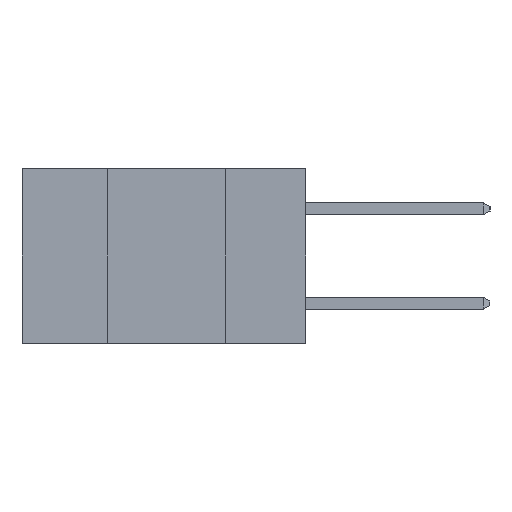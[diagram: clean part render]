
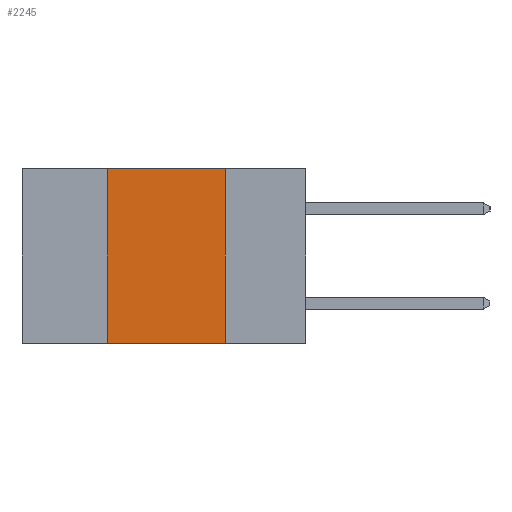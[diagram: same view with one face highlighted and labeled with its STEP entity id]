
A CAD part, left-side view. The second image highlights one B-rep face of the part: STEP entity #2245.
In plain terms, the highlighted planar face has unit normal (-1, 0, 0).
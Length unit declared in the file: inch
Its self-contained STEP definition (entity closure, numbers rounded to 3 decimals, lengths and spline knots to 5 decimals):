
#1702 = EDGE_CURVE ( 'NONE', #6214, #2662, #2499, .T. ) ;
#2048 = CARTESIAN_POINT ( 'NONE',  ( 0., 0.42, 0. ) ) ;
#2245 = ADVANCED_FACE ( 'NONE', ( #7099 ), #12945, .F. ) ;
#2499 = LINE ( 'NONE', #3362, #15717 ) ;
#2580 = CARTESIAN_POINT ( 'NONE',  ( 0., 0.6, 0. ) ) ;
#2662 = VERTEX_POINT ( 'NONE', #6785 ) ;
#3362 = CARTESIAN_POINT ( 'NONE',  ( 0., 0.17, 0. ) ) ;
#3770 = CARTESIAN_POINT ( 'NONE',  ( 0., 0.42, 0. ) ) ;
#3818 = VERTEX_POINT ( 'NONE', #2048 ) ;
#4095 = EDGE_CURVE ( 'NONE', #9801, #3818, #13124, .T. ) ;
#5341 = EDGE_CURVE ( 'NONE', #9801, #2662, #9575, .T. ) ;
#6103 = VECTOR ( 'NONE', #11571, 39.37008 ) ;
#6214 = VERTEX_POINT ( 'NONE', #10188 ) ;
#6785 = CARTESIAN_POINT ( 'NONE',  ( 0., 0.17, -0.37 ) ) ;
#7099 = FACE_OUTER_BOUND ( 'NONE', #16373, .T. ) ;
#7542 = ORIENTED_EDGE ( 'NONE', *, *, #1702, .F. ) ;
#7928 = EDGE_CURVE ( 'NONE', #3818, #6214, #15654, .T. ) ;
#7985 = DIRECTION ( 'NONE',  ( 1., 0., 0. ) ) ;
#7994 = AXIS2_PLACEMENT_3D ( 'NONE', #12838, #7985, #12335 ) ;
#8292 = DIRECTION ( 'NONE',  ( 0., 0., -1. ) ) ;
#9056 = VECTOR ( 'NONE', #11789, 39.37008 ) ;
#9575 = LINE ( 'NONE', #11228, #6103 ) ;
#9660 = VECTOR ( 'NONE', #14229, 39.37008 ) ;
#9801 = VERTEX_POINT ( 'NONE', #14421 ) ;
#10188 = CARTESIAN_POINT ( 'NONE',  ( 0., 0.17, 0. ) ) ;
#11228 = CARTESIAN_POINT ( 'NONE',  ( 0., 0.6, -0.37 ) ) ;
#11571 = DIRECTION ( 'NONE',  ( 0., -1., 0. ) ) ;
#11715 = ORIENTED_EDGE ( 'NONE', *, *, #4095, .F. ) ;
#11789 = DIRECTION ( 'NONE',  ( 0., -1., 0. ) ) ;
#12335 = DIRECTION ( 'NONE',  ( 0., 0., -1. ) ) ;
#12566 = ORIENTED_EDGE ( 'NONE', *, *, #7928, .F. ) ;
#12838 = CARTESIAN_POINT ( 'NONE',  ( 0., 0.6, 0. ) ) ;
#12945 = PLANE ( 'NONE',  #7994 ) ;
#13124 = LINE ( 'NONE', #3770, #9660 ) ;
#14229 = DIRECTION ( 'NONE',  ( 0., 0., 1. ) ) ;
#14421 = CARTESIAN_POINT ( 'NONE',  ( 0., 0.42, -0.37 ) ) ;
#15654 = LINE ( 'NONE', #2580, #9056 ) ;
#15717 = VECTOR ( 'NONE', #8292, 39.37008 ) ;
#16373 = EDGE_LOOP ( 'NONE', ( #7542, #12566, #11715, #17225 ) ) ;
#17225 = ORIENTED_EDGE ( 'NONE', *, *, #5341, .T. ) ;
